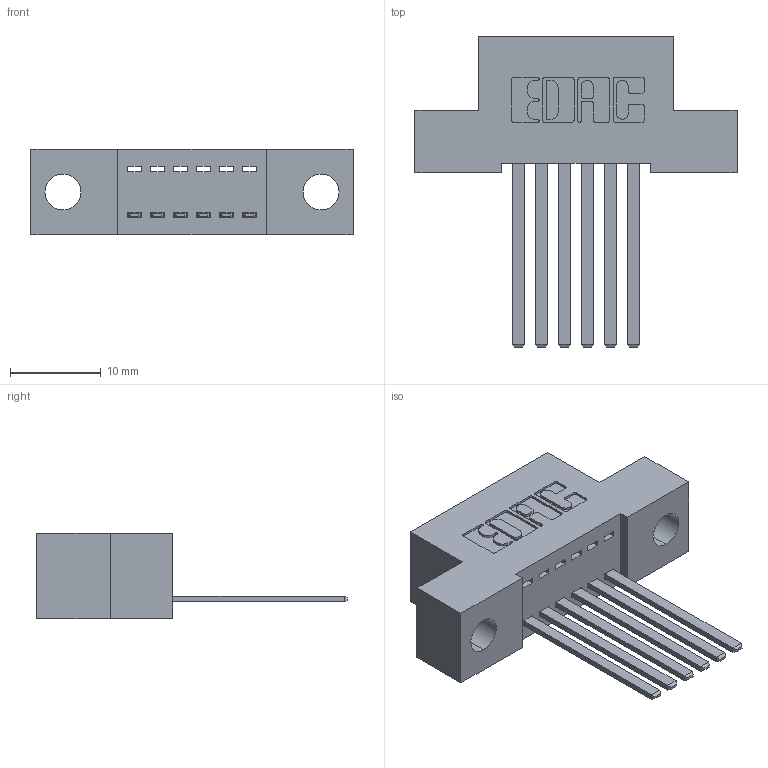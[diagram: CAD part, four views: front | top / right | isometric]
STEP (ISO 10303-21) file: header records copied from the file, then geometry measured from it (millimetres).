
FILE_DESCRIPTION (( 'STEP AP203' ), '1' );
FILE_NAME ('392-006-544-104.STEP', '2018-08-14T17:47:35', ( '' ), ( '' ), 'SwSTEP 2.0', 'SolidWorks 2016', '' );
FILE_SCHEMA (( 'CONFIG_CONTROL_DESIGN' ));
Length unit declared in the file: inch
Products named in the file (3): 342 Part_.156 TH; 345-292-001_345-293-144; 392-006-544-104
Assembly tree (7 placements, depth 2):
  392-006-544-104
    342 Part_.156 TH
    345-292-001_345-293-144  x6
Bounding box: 35.56 x 34.3 x 9.4 mm (x, y, z)
Volume: 2967.8 mm3; surface area: 3702.4 mm2
Topology: 7 solids, 7 shells, 422 faces, 1247 edges, 822 vertices
Faces by surface type: plane 294, cylinder 128
Entity records: 8011 total; most frequent: CARTESIAN_POINT 1392, ORIENTED_EDGE 1334, DIRECTION 1243, EDGE_CURVE 667, LINE 543, VECTOR 543, VERTEX_POINT 442, AXIS2_PLACEMENT_3D 350
